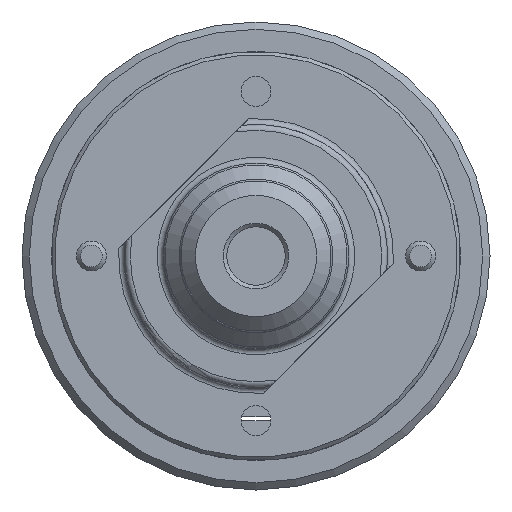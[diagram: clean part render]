
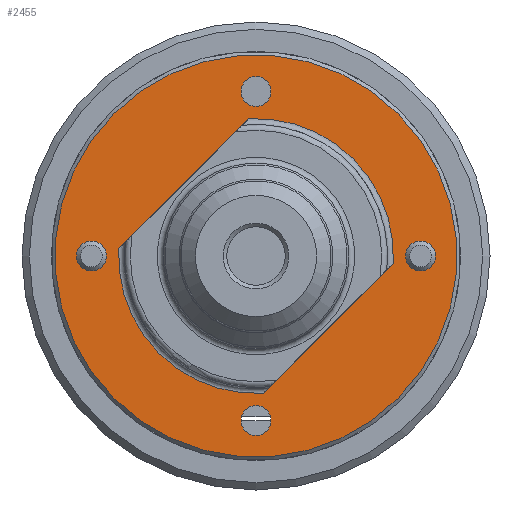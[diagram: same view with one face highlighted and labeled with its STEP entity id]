
A CAD part, front view. The second image highlights one B-rep face of the part: STEP entity #2455.
In plain terms, the highlighted planar face has unit normal (0, -1, 0).
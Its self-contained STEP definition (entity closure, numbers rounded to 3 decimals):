
#78=FACE_BOUND('',#497,.T.);
#79=FACE_BOUND('',#498,.T.);
#80=FACE_BOUND('',#499,.T.);
#81=FACE_BOUND('',#500,.T.);
#82=FACE_BOUND('',#501,.T.);
#150=PLANE('',#2742);
#326=FACE_OUTER_BOUND('',#496,.T.);
#496=EDGE_LOOP('',(#2110));
#497=EDGE_LOOP('',(#2111));
#498=EDGE_LOOP('',(#2112));
#499=EDGE_LOOP('',(#2113));
#500=EDGE_LOOP('',(#2114,#2115,#2116,#2117));
#501=EDGE_LOOP('',(#2118));
#685=LINE('',#4167,#865);
#686=LINE('',#4168,#866);
#865=VECTOR('',#3438,12.548);
#866=VECTOR('',#3439,12.548);
#965=CIRCLE('',#2695,13.75);
#972=CIRCLE('',#2705,1.025);
#974=CIRCLE('',#2708,1.025);
#976=CIRCLE('',#2711,1.025);
#978=CIRCLE('',#2714,1.025);
#987=CIRCLE('',#2734,9.4);
#991=CIRCLE('',#2743,9.4);
#1164=VERTEX_POINT('',#4026);
#1171=VERTEX_POINT('',#4046);
#1173=VERTEX_POINT('',#4052);
#1175=VERTEX_POINT('',#4058);
#1177=VERTEX_POINT('',#4064);
#1188=VERTEX_POINT('',#4107);
#1189=VERTEX_POINT('',#4108);
#1196=VERTEX_POINT('',#4164);
#1197=VERTEX_POINT('',#4165);
#1459=EDGE_CURVE('',#1164,#1164,#965,.T.);
#1468=EDGE_CURVE('',#1171,#1171,#972,.T.);
#1471=EDGE_CURVE('',#1173,#1173,#974,.T.);
#1474=EDGE_CURVE('',#1175,#1175,#976,.T.);
#1477=EDGE_CURVE('',#1177,#1177,#978,.T.);
#1498=EDGE_CURVE('',#1188,#1189,#987,.T.);
#1506=EDGE_CURVE('',#1196,#1197,#991,.T.);
#1507=EDGE_CURVE('',#1188,#1197,#685,.T.);
#1508=EDGE_CURVE('',#1189,#1196,#686,.T.);
#2110=ORIENTED_EDGE('',*,*,#1459,.T.);
#2111=ORIENTED_EDGE('',*,*,#1477,.F.);
#2112=ORIENTED_EDGE('',*,*,#1474,.F.);
#2113=ORIENTED_EDGE('',*,*,#1471,.F.);
#2114=ORIENTED_EDGE('',*,*,#1506,.T.);
#2115=ORIENTED_EDGE('',*,*,#1507,.F.);
#2116=ORIENTED_EDGE('',*,*,#1498,.T.);
#2117=ORIENTED_EDGE('',*,*,#1508,.T.);
#2118=ORIENTED_EDGE('',*,*,#1468,.F.);
#2455=ADVANCED_FACE('',(#326,#78,#79,#80,#81,#82),#150,.T.);
#2695=AXIS2_PLACEMENT_3D('',#4028,#3323,#3324);
#2705=AXIS2_PLACEMENT_3D('',#4047,#3345,#3346);
#2708=AXIS2_PLACEMENT_3D('',#4053,#3352,#3353);
#2711=AXIS2_PLACEMENT_3D('',#4059,#3359,#3360);
#2714=AXIS2_PLACEMENT_3D('',#4065,#3366,#3367);
#2734=AXIS2_PLACEMENT_3D('',#4109,#3418,#3419);
#2742=AXIS2_PLACEMENT_3D('',#4163,#3434,#3435);
#2743=AXIS2_PLACEMENT_3D('',#4166,#3436,#3437);
#3323=DIRECTION('center_axis',(0.,-1.,0.));
#3324=DIRECTION('ref_axis',(-0.707,0.,0.707));
#3345=DIRECTION('center_axis',(0.,-1.,0.));
#3346=DIRECTION('ref_axis',(-0.707,0.,0.707));
#3352=DIRECTION('center_axis',(0.,-1.,0.));
#3353=DIRECTION('ref_axis',(-0.707,0.,0.707));
#3359=DIRECTION('center_axis',(0.,-1.,0.));
#3360=DIRECTION('ref_axis',(-0.707,0.,0.707));
#3366=DIRECTION('center_axis',(0.,-1.,0.));
#3367=DIRECTION('ref_axis',(-0.707,0.,0.707));
#3418=DIRECTION('center_axis',(0.,1.,0.));
#3419=DIRECTION('ref_axis',(-0.707,0.,0.707));
#3434=DIRECTION('center_axis',(0.,-1.,0.));
#3435=DIRECTION('ref_axis',(-0.707,0.,0.707));
#3436=DIRECTION('center_axis',(0.,1.,0.));
#3437=DIRECTION('ref_axis',(-0.707,0.,0.707));
#3438=DIRECTION('',(-0.707,0.,-0.707));
#3439=DIRECTION('',(-0.707,0.,-0.707));
#4026=CARTESIAN_POINT('',(-9.723,-43.7,9.723));
#4028=CARTESIAN_POINT('Origin',(0.,-43.7,0.));
#4046=CARTESIAN_POINT('',(-0.725,-43.7,11.975));
#4047=CARTESIAN_POINT('Origin',(0.,-43.7,11.25));
#4052=CARTESIAN_POINT('',(-11.975,-43.7,0.725));
#4053=CARTESIAN_POINT('Origin',(-11.25,-43.7,0.));
#4058=CARTESIAN_POINT('',(-0.725,-43.7,-10.525));
#4059=CARTESIAN_POINT('Origin',(0.,-43.7,-11.25));
#4064=CARTESIAN_POINT('',(10.525,-43.7,0.725));
#4065=CARTESIAN_POINT('Origin',(11.25,-43.7,0.));
#4107=CARTESIAN_POINT('',(-0.514,-43.7,9.386));
#4108=CARTESIAN_POINT('',(9.386,-43.7,-0.514));
#4109=CARTESIAN_POINT('Origin',(0.,-43.7,0.));
#4163=CARTESIAN_POINT('Origin',(9.899,-43.7,9.899));
#4164=CARTESIAN_POINT('',(0.514,-43.7,-9.386));
#4165=CARTESIAN_POINT('',(-9.386,-43.7,0.514));
#4166=CARTESIAN_POINT('Origin',(0.,-43.7,0.));
#4167=CARTESIAN_POINT('',(4.95,-43.7,14.849));
#4168=CARTESIAN_POINT('',(14.849,-43.7,4.95));
